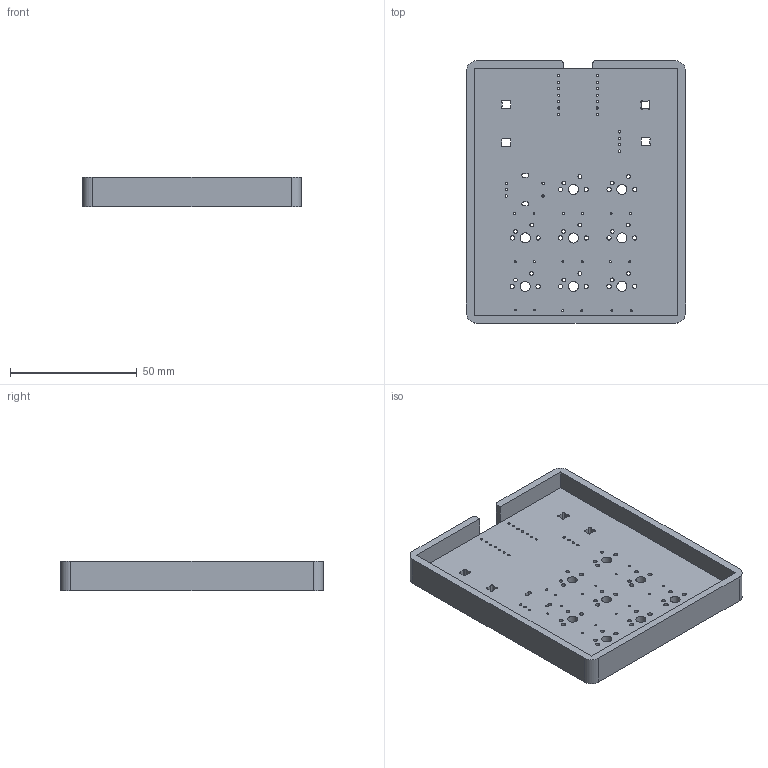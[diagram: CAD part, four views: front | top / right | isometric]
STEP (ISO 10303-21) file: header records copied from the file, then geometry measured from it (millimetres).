
FILE_DESCRIPTION(/* description */ (''),/* implementation_level */ '2;1');
FILE_NAME(/* name */ 'Bottom.step',/* time_stamp */ '2026-02-16T09:37:16Z',/* author */ (''),/* organization */ (''),/* preprocessor_version */ 'ST-DEVELOPER v20.1',/* originating_system */ 'Autodesk Translation Framework v14.24.0.0',/* authorisation */ '');
FILE_SCHEMA (('AUTOMOTIVE_DESIGN { 1 0 10303 214 3 1 1 }'));
Length unit declared in the file: millimetre
Products named in the file (1): 2026-02-15-15-15-30-060
Bounding box: 86.5 x 103.53 x 11.61 mm (x, y, z)
Volume: 42695.1 mm3; surface area: 28809.4 mm2
Topology: 2 solids, 2 shells, 742 faces, 2127 edges, 1418 vertices
Faces by surface type: bspline 331, plane 270, cylinder 141
Full cylindrical faces by diameter (mm): 0.775 x18, 0.864 x14, 0.975 x9, 1.475 x16, 1.675 x16, 3.975 x8
Entity records: 27692 total; most frequent: CARTESIAN_POINT 9915, ORIENTED_EDGE 4254, DIRECTION 2571, EDGE_CURVE 2127, VERTEX_POINT 1418, LINE 1183, VECTOR 1183, EDGE_LOOP 945
